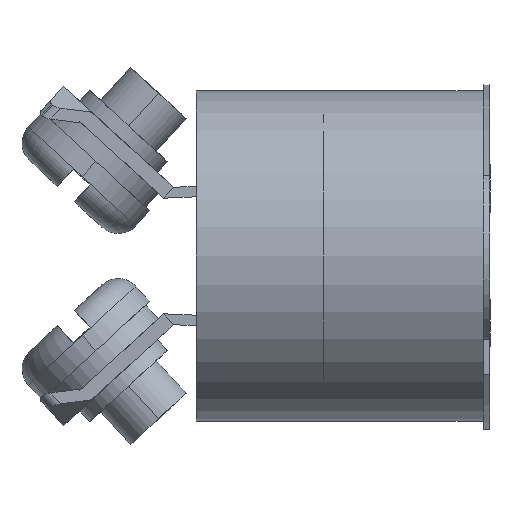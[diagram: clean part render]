
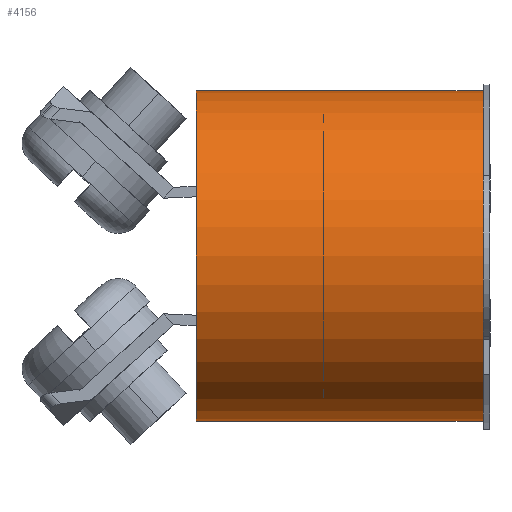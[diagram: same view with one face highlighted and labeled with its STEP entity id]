
A CAD part, left-side view. The second image highlights one B-rep face of the part: STEP entity #4156.
In plain terms, the highlighted cylindrical face has radius 9.068 mm (diameter 18.136 mm), a partial arc.
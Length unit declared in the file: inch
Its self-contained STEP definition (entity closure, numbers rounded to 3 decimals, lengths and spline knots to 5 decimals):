
#312 = VERTEX_POINT ( 'NONE', #2547 ) ;
#475 = ORIENTED_EDGE ( 'NONE', *, *, #1544, .F. ) ;
#904 = EDGE_CURVE ( 'NONE', #3279, #3349, #3422, .T. ) ;
#983 = ORIENTED_EDGE ( 'NONE', *, *, #4298, .T. ) ;
#1279 = CARTESIAN_POINT ( 'NONE',  ( 0., 0.62, 0. ) ) ;
#1365 = LINE ( 'NONE', #3265, #4448 ) ;
#1523 = FACE_OUTER_BOUND ( 'NONE', #4081, .T. ) ;
#1544 = EDGE_CURVE ( 'NONE', #3349, #312, #2015, .T. ) ;
#1796 = DIRECTION ( 'NONE',  ( 0., 1., 0. ) ) ;
#1876 = AXIS2_PLACEMENT_3D ( 'NONE', #2733, #2329, #4729 ) ;
#2015 = LINE ( 'NONE', #3227, #5084 ) ;
#2038 = DIRECTION ( 'NONE',  ( 0., -1., 0. ) ) ;
#2111 = DIRECTION ( 'NONE',  ( 0., 1., 0. ) ) ;
#2199 = CARTESIAN_POINT ( 'NONE',  ( 0., 0.62, -0.357 ) ) ;
#2223 = AXIS2_PLACEMENT_3D ( 'NONE', #4195, #1796, #4597 ) ;
#2329 = DIRECTION ( 'NONE',  ( 0., -1., 0. ) ) ;
#2547 = CARTESIAN_POINT ( 'NONE',  ( 0., 0., 0.357 ) ) ;
#2574 = CIRCLE ( 'NONE', #2223, 0.357 ) ;
#2733 = CARTESIAN_POINT ( 'NONE',  ( 0., 0.62, 0. ) ) ;
#2966 = ORIENTED_EDGE ( 'NONE', *, *, #5057, .T. ) ;
#3227 = CARTESIAN_POINT ( 'NONE',  ( 0., 0.62, 0.357 ) ) ;
#3265 = CARTESIAN_POINT ( 'NONE',  ( 0., 0.62, -0.357 ) ) ;
#3279 = VERTEX_POINT ( 'NONE', #2199 ) ;
#3349 = VERTEX_POINT ( 'NONE', #3434 ) ;
#3422 = CIRCLE ( 'NONE', #3662, 0.357 ) ;
#3434 = CARTESIAN_POINT ( 'NONE',  ( 0., 0.62, 0.357 ) ) ;
#3662 = AXIS2_PLACEMENT_3D ( 'NONE', #1279, #2111, #4971 ) ;
#3826 = ORIENTED_EDGE ( 'NONE', *, *, #904, .F. ) ;
#4081 = EDGE_LOOP ( 'NONE', ( #475, #3826, #2966, #983 ) ) ;
#4156 = ADVANCED_FACE ( 'NONE', ( #1523 ), #5161, .T. ) ;
#4195 = CARTESIAN_POINT ( 'NONE',  ( 0., 0., 0. ) ) ;
#4298 = EDGE_CURVE ( 'NONE', #4767, #312, #2574, .T. ) ;
#4448 = VECTOR ( 'NONE', #2038, 39.37008 ) ;
#4495 = CARTESIAN_POINT ( 'NONE',  ( 0., 0., -0.357 ) ) ;
#4597 = DIRECTION ( 'NONE',  ( 0., 0., 1. ) ) ;
#4729 = DIRECTION ( 'NONE',  ( 0., 0., -1. ) ) ;
#4767 = VERTEX_POINT ( 'NONE', #4495 ) ;
#4971 = DIRECTION ( 'NONE',  ( 0., 0., 1. ) ) ;
#4977 = DIRECTION ( 'NONE',  ( 0., -1., 0. ) ) ;
#5057 = EDGE_CURVE ( 'NONE', #3279, #4767, #1365, .T. ) ;
#5084 = VECTOR ( 'NONE', #4977, 39.37008 ) ;
#5161 = CYLINDRICAL_SURFACE ( 'NONE', #1876, 0.357 ) ;
